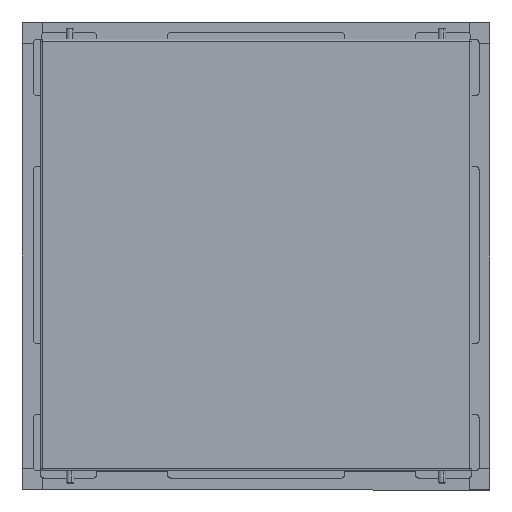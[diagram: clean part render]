
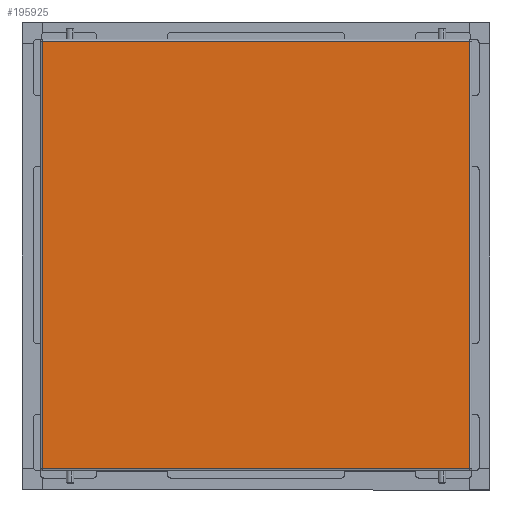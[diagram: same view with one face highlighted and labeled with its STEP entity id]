
A CAD part, front view. The second image highlights one B-rep face of the part: STEP entity #195925.
In plain terms, the highlighted planar face has unit normal (0, -1, 0).
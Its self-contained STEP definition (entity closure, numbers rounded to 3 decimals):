
#4110 = CARTESIAN_POINT ( 'NONE',  ( 2.947, 12.148, 4.065 ) ) ;
#16145 = CARTESIAN_POINT ( 'NONE',  ( 2.947, 12.148, 519.265 ) ) ;
#23427 = LINE ( 'NONE', #72771, #58114 ) ;
#23783 = VERTEX_POINT ( 'NONE', #4110 ) ;
#28952 = ORIENTED_EDGE ( 'NONE', *, *, #126185, .T. ) ;
#42157 = VERTEX_POINT ( 'NONE', #162392 ) ;
#47434 = DIRECTION ( 'NONE',  ( 0., 1., 0. ) ) ;
#50251 = EDGE_CURVE ( 'NONE', #203018, #117883, #160072, .T. ) ;
#58114 = VECTOR ( 'NONE', #89227, 1000. ) ;
#72771 = CARTESIAN_POINT ( 'NONE',  ( 518.147, 12.148, 521.665 ) ) ;
#89227 = DIRECTION ( 'NONE',  ( 0., 0., 1. ) ) ;
#94089 = CARTESIAN_POINT ( 'NONE',  ( 0.547, 12.148, 519.265 ) ) ;
#107790 = PLANE ( 'NONE',  #152363 ) ;
#109968 = DIRECTION ( 'NONE',  ( 0., 0., 1. ) ) ;
#115839 = CARTESIAN_POINT ( 'NONE',  ( 2.947, 12.148, 521.665 ) ) ;
#117883 = VERTEX_POINT ( 'NONE', #16145 ) ;
#126185 = EDGE_CURVE ( 'NONE', #42157, #203018, #23427, .T. ) ;
#128637 = EDGE_CURVE ( 'NONE', #23783, #42157, #168435, .T. ) ;
#132652 = VECTOR ( 'NONE', #153071, 1000. ) ;
#133180 = VECTOR ( 'NONE', #212692, 1000. ) ;
#135645 = ORIENTED_EDGE ( 'NONE', *, *, #50251, .T. ) ;
#139813 = CARTESIAN_POINT ( 'NONE',  ( 0.547, 12.148, 521.665 ) ) ;
#139998 = EDGE_LOOP ( 'NONE', ( #28952, #135645, #151683, #141054 ) ) ;
#141054 = ORIENTED_EDGE ( 'NONE', *, *, #128637, .T. ) ;
#141872 = VECTOR ( 'NONE', #201427, 1000. ) ;
#148652 = EDGE_CURVE ( 'NONE', #117883, #23783, #199261, .T. ) ;
#151683 = ORIENTED_EDGE ( 'NONE', *, *, #148652, .T. ) ;
#152363 = AXIS2_PLACEMENT_3D ( 'NONE', #139813, #47434, #109968 ) ;
#153071 = DIRECTION ( 'NONE',  ( 1., 0., 0. ) ) ;
#160072 = LINE ( 'NONE', #94089, #133180 ) ;
#162392 = CARTESIAN_POINT ( 'NONE',  ( 518.147, 12.148, 4.065 ) ) ;
#168435 = LINE ( 'NONE', #202393, #132652 ) ;
#186971 = CARTESIAN_POINT ( 'NONE',  ( 518.147, 12.148, 519.265 ) ) ;
#190217 = FACE_OUTER_BOUND ( 'NONE', #139998, .T. ) ;
#195925 = ADVANCED_FACE ( 'NONE', ( #190217 ), #107790, .F. ) ;
#199261 = LINE ( 'NONE', #115839, #141872 ) ;
#201427 = DIRECTION ( 'NONE',  ( 0., 0., -1. ) ) ;
#202393 = CARTESIAN_POINT ( 'NONE',  ( 0.547, 12.148, 4.065 ) ) ;
#203018 = VERTEX_POINT ( 'NONE', #186971 ) ;
#212692 = DIRECTION ( 'NONE',  ( -1., 0., 0. ) ) ;
